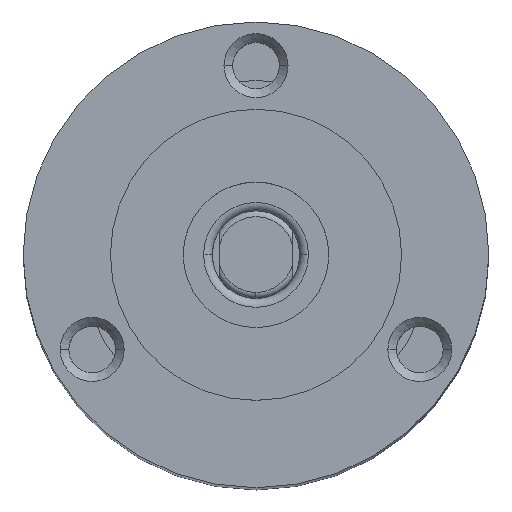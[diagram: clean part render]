
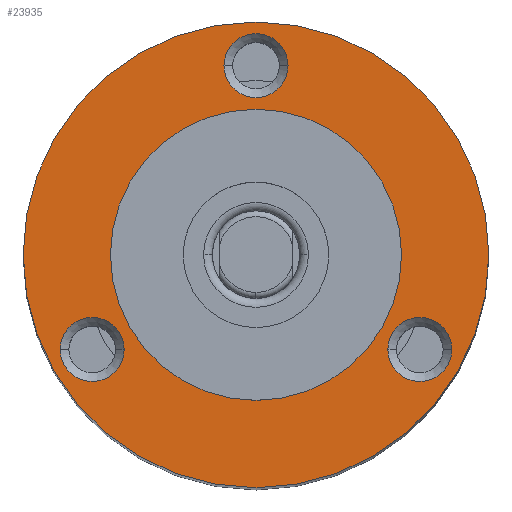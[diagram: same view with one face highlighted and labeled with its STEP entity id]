
A CAD part, top view. The second image highlights one B-rep face of the part: STEP entity #23935.
In plain terms, the highlighted planar face has unit normal (0, 0, 1).
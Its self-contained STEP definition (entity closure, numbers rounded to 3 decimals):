
#620 = DIRECTION ( 'NONE',  ( 0., 0., 1. ) ) ;
#989 = ORIENTED_EDGE ( 'NONE', *, *, #33648, .T. ) ;
#1136 = CIRCLE ( 'NONE', #26424, 5. ) ;
#1763 = CIRCLE ( 'NONE', #10134, 5. ) ;
#1819 = VERTEX_POINT ( 'NONE', #32883 ) ;
#2388 = DIRECTION ( 'NONE',  ( 0., 0., -1. ) ) ;
#2394 = EDGE_CURVE ( 'NONE', #6437, #31372, #13504, .T. ) ;
#2682 = CARTESIAN_POINT ( 'NONE',  ( -6.729, -3.25, -1. ) ) ;
#2770 = DIRECTION ( 'NONE',  ( 1., 0., 0. ) ) ;
#3149 = DIRECTION ( 'NONE',  ( -1., 0., 0. ) ) ;
#4299 = CARTESIAN_POINT ( 'NONE',  ( 0., 0., -1. ) ) ;
#4548 = CARTESIAN_POINT ( 'NONE',  ( -1.1, 6.5, -1. ) ) ;
#4598 = CIRCLE ( 'NONE', #21413, 1.1 ) ;
#5260 = DIRECTION ( 'NONE',  ( -1., 0., 0. ) ) ;
#5605 = CARTESIAN_POINT ( 'NONE',  ( 0., 6.5, -1. ) ) ;
#6011 = FACE_BOUND ( 'NONE', #15775, .T. ) ;
#6437 = VERTEX_POINT ( 'NONE', #15373 ) ;
#6609 = EDGE_LOOP ( 'NONE', ( #12269, #18048 ) ) ;
#7098 = DIRECTION ( 'NONE',  ( 0., 0., 1. ) ) ;
#7423 = EDGE_CURVE ( 'NONE', #39373, #37398, #1763, .T. ) ;
#8130 = DIRECTION ( 'NONE',  ( -1., 0., 0. ) ) ;
#8320 = CARTESIAN_POINT ( 'NONE',  ( 5., 0., -1. ) ) ;
#8542 = ORIENTED_EDGE ( 'NONE', *, *, #17857, .T. ) ;
#8776 = CIRCLE ( 'NONE', #23013, 8. ) ;
#9567 = CARTESIAN_POINT ( 'NONE',  ( -5.629, -3.25, -1. ) ) ;
#10109 = DIRECTION ( 'NONE',  ( 0., 0., -1. ) ) ;
#10134 = AXIS2_PLACEMENT_3D ( 'NONE', #4299, #620, #13379 ) ;
#11685 = DIRECTION ( 'NONE',  ( 0., 0., 1. ) ) ;
#11846 = DIRECTION ( 'NONE',  ( 0., 0., -1. ) ) ;
#11873 = CARTESIAN_POINT ( 'NONE',  ( 0., 0., -1. ) ) ;
#12269 = ORIENTED_EDGE ( 'NONE', *, *, #20608, .T. ) ;
#12402 = DIRECTION ( 'NONE',  ( 0., 0., -1. ) ) ;
#13177 = AXIS2_PLACEMENT_3D ( 'NONE', #5605, #11846, #3149 ) ;
#13379 = DIRECTION ( 'NONE',  ( 1., 0., 0. ) ) ;
#13443 = AXIS2_PLACEMENT_3D ( 'NONE', #33342, #2388, #24457 ) ;
#13504 = CIRCLE ( 'NONE', #17429, 1.1 ) ;
#14247 = AXIS2_PLACEMENT_3D ( 'NONE', #29976, #17988, #5260 ) ;
#14280 = CIRCLE ( 'NONE', #22085, 8. ) ;
#14522 = ORIENTED_EDGE ( 'NONE', *, *, #7423, .F. ) ;
#14705 = VERTEX_POINT ( 'NONE', #36538 ) ;
#14957 = ORIENTED_EDGE ( 'NONE', *, *, #22157, .T. ) ;
#15005 = CARTESIAN_POINT ( 'NONE',  ( 0., 0., -1. ) ) ;
#15040 = ORIENTED_EDGE ( 'NONE', *, *, #2394, .T. ) ;
#15373 = CARTESIAN_POINT ( 'NONE',  ( -4.529, -3.25, -1. ) ) ;
#15775 = EDGE_LOOP ( 'NONE', ( #20040, #14522 ) ) ;
#16791 = ORIENTED_EDGE ( 'NONE', *, *, #39648, .T. ) ;
#17429 = AXIS2_PLACEMENT_3D ( 'NONE', #9567, #34460, #36888 ) ;
#17787 = CARTESIAN_POINT ( 'NONE',  ( 0., 0., -1. ) ) ;
#17857 = EDGE_CURVE ( 'NONE', #18149, #33559, #29382, .T. ) ;
#17988 = DIRECTION ( 'NONE',  ( 0., 0., -1. ) ) ;
#18037 = DIRECTION ( 'NONE',  ( 0., 0., -1. ) ) ;
#18048 = ORIENTED_EDGE ( 'NONE', *, *, #27150, .T. ) ;
#18149 = VERTEX_POINT ( 'NONE', #4548 ) ;
#18361 = FACE_OUTER_BOUND ( 'NONE', #6609, .T. ) ;
#19862 = AXIS2_PLACEMENT_3D ( 'NONE', #28575, #10109, #31593 ) ;
#20040 = ORIENTED_EDGE ( 'NONE', *, *, #24007, .F. ) ;
#20608 = EDGE_CURVE ( 'NONE', #28345, #1819, #8776, .T. ) ;
#21012 = ORIENTED_EDGE ( 'NONE', *, *, #34196, .T. ) ;
#21169 = CIRCLE ( 'NONE', #23139, 1.1 ) ;
#21191 = EDGE_LOOP ( 'NONE', ( #14957, #16791 ) ) ;
#21413 = AXIS2_PLACEMENT_3D ( 'NONE', #30864, #12402, #24772 ) ;
#21792 = CIRCLE ( 'NONE', #19862, 1.1 ) ;
#22085 = AXIS2_PLACEMENT_3D ( 'NONE', #17787, #30355, #2770 ) ;
#22157 = EDGE_CURVE ( 'NONE', #22317, #14705, #21169, .T. ) ;
#22317 = VERTEX_POINT ( 'NONE', #37392 ) ;
#22582 = EDGE_LOOP ( 'NONE', ( #15040, #21012 ) ) ;
#23013 = AXIS2_PLACEMENT_3D ( 'NONE', #15005, #7098, #25743 ) ;
#23120 = PLANE ( 'NONE',  #13443 ) ;
#23139 = AXIS2_PLACEMENT_3D ( 'NONE', #32812, #18037, #8130 ) ;
#23935 = ADVANCED_FACE ( 'NONE', ( #29396, #30545, #30349, #6011, #18361 ), #23120, .F. ) ;
#24007 = EDGE_CURVE ( 'NONE', #37398, #39373, #1136, .T. ) ;
#24250 = DIRECTION ( 'NONE',  ( 1., 0., 0. ) ) ;
#24457 = DIRECTION ( 'NONE',  ( -1., 0., 0. ) ) ;
#24772 = DIRECTION ( 'NONE',  ( -1., 0., 0. ) ) ;
#25743 = DIRECTION ( 'NONE',  ( 1., 0., 0. ) ) ;
#26424 = AXIS2_PLACEMENT_3D ( 'NONE', #11873, #11685, #24250 ) ;
#27150 = EDGE_CURVE ( 'NONE', #1819, #28345, #14280, .T. ) ;
#28345 = VERTEX_POINT ( 'NONE', #29654 ) ;
#28575 = CARTESIAN_POINT ( 'NONE',  ( 5.629, -3.25, -1. ) ) ;
#29382 = CIRCLE ( 'NONE', #13177, 1.1 ) ;
#29396 = FACE_BOUND ( 'NONE', #21191, .T. ) ;
#29654 = CARTESIAN_POINT ( 'NONE',  ( 8., 0., -1. ) ) ;
#29976 = CARTESIAN_POINT ( 'NONE',  ( 0., 6.5, -1. ) ) ;
#30349 = FACE_BOUND ( 'NONE', #37612, .T. ) ;
#30355 = DIRECTION ( 'NONE',  ( 0., 0., 1. ) ) ;
#30545 = FACE_BOUND ( 'NONE', #22582, .T. ) ;
#30864 = CARTESIAN_POINT ( 'NONE',  ( -5.629, -3.25, -1. ) ) ;
#31372 = VERTEX_POINT ( 'NONE', #2682 ) ;
#31593 = DIRECTION ( 'NONE',  ( -1., 0., 0. ) ) ;
#32812 = CARTESIAN_POINT ( 'NONE',  ( 5.629, -3.25, -1. ) ) ;
#32883 = CARTESIAN_POINT ( 'NONE',  ( -8., 0., -1. ) ) ;
#33342 = CARTESIAN_POINT ( 'NONE',  ( 0., 5., -1. ) ) ;
#33559 = VERTEX_POINT ( 'NONE', #38600 ) ;
#33648 = EDGE_CURVE ( 'NONE', #33559, #18149, #35582, .T. ) ;
#34196 = EDGE_CURVE ( 'NONE', #31372, #6437, #4598, .T. ) ;
#34460 = DIRECTION ( 'NONE',  ( 0., 0., -1. ) ) ;
#35582 = CIRCLE ( 'NONE', #14247, 1.1 ) ;
#36538 = CARTESIAN_POINT ( 'NONE',  ( 4.529, -3.25, -1. ) ) ;
#36888 = DIRECTION ( 'NONE',  ( -1., 0., 0. ) ) ;
#37392 = CARTESIAN_POINT ( 'NONE',  ( 6.729, -3.25, -1. ) ) ;
#37398 = VERTEX_POINT ( 'NONE', #8320 ) ;
#37612 = EDGE_LOOP ( 'NONE', ( #989, #8542 ) ) ;
#38600 = CARTESIAN_POINT ( 'NONE',  ( 1.1, 6.5, -1. ) ) ;
#39373 = VERTEX_POINT ( 'NONE', #39949 ) ;
#39648 = EDGE_CURVE ( 'NONE', #14705, #22317, #21792, .T. ) ;
#39949 = CARTESIAN_POINT ( 'NONE',  ( -5., 0., -1. ) ) ;
